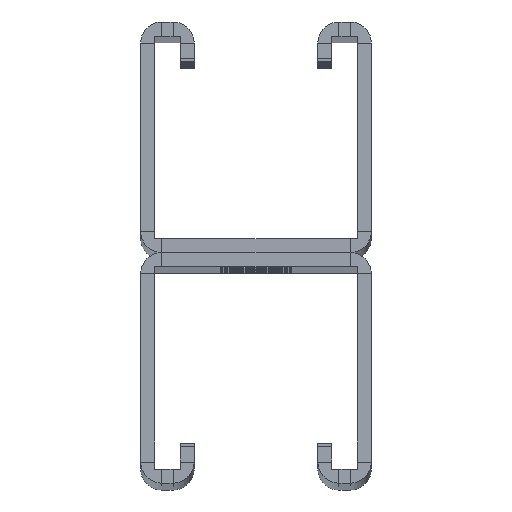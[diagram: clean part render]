
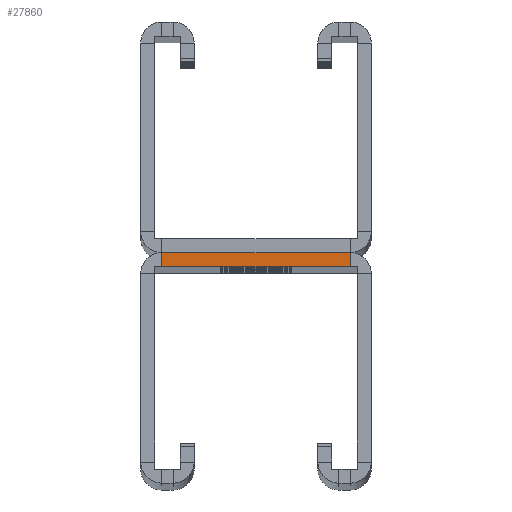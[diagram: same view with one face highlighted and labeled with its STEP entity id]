
A CAD part, top view. The second image highlights one B-rep face of the part: STEP entity #27860.
In plain terms, the highlighted planar face has unit normal (0, 0, 1).
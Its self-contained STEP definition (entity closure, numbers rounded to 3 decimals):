
#74 = ORIENTED_EDGE ( 'NONE', *, *, #43552, .T. ) ;
#242 = EDGE_CURVE ( 'NONE', #13364, #10636, #9778, .T. ) ;
#6873 = CARTESIAN_POINT ( 'NONE',  ( 0., 2.5, 0. ) ) ;
#7543 = CARTESIAN_POINT ( 'NONE',  ( 16.75, 2.5, 0. ) ) ;
#9778 = LINE ( 'NONE', #42997, #28441 ) ;
#10060 = DIRECTION ( 'NONE',  ( -1., 0., 0. ) ) ;
#10636 = VERTEX_POINT ( 'NONE', #32652 ) ;
#10854 = CARTESIAN_POINT ( 'NONE',  ( -16.75, 2.5, 0. ) ) ;
#11110 = DIRECTION ( 'NONE',  ( 1., 0., 0. ) ) ;
#11167 = CARTESIAN_POINT ( 'NONE',  ( -16.75, 0., 0. ) ) ;
#11289 = VECTOR ( 'NONE', #34682, 1000. ) ;
#12253 = FACE_OUTER_BOUND ( 'NONE', #40158, .T. ) ;
#13364 = VERTEX_POINT ( 'NONE', #7543 ) ;
#13598 = CARTESIAN_POINT ( 'NONE',  ( 0., 0., 0. ) ) ;
#14570 = VECTOR ( 'NONE', #10060, 1000. ) ;
#17944 = PLANE ( 'NONE',  #25102 ) ;
#20332 = LINE ( 'NONE', #10854, #11289 ) ;
#21390 = CARTESIAN_POINT ( 'NONE',  ( -14.75, 37.25, 0. ) ) ;
#21533 = DIRECTION ( 'NONE',  ( 0., 0., 1. ) ) ;
#23822 = VECTOR ( 'NONE', #30778, 1000. ) ;
#25102 = AXIS2_PLACEMENT_3D ( 'NONE', #21390, #21533, #11110 ) ;
#27247 = ORIENTED_EDGE ( 'NONE', *, *, #41854, .F. ) ;
#27860 = ADVANCED_FACE ( 'NONE', ( #12253 ), #17944, .T. ) ;
#27981 = LINE ( 'NONE', #13598, #14570 ) ;
#28441 = VECTOR ( 'NONE', #39415, 1000. ) ;
#30778 = DIRECTION ( 'NONE',  ( -1., 0., 0. ) ) ;
#32652 = CARTESIAN_POINT ( 'NONE',  ( 16.75, 0., 0. ) ) ;
#34682 = DIRECTION ( 'NONE',  ( 0., -1., 0. ) ) ;
#35174 = VERTEX_POINT ( 'NONE', #43928 ) ;
#39414 = ORIENTED_EDGE ( 'NONE', *, *, #242, .F. ) ;
#39415 = DIRECTION ( 'NONE',  ( 0., -1., 0. ) ) ;
#40158 = EDGE_LOOP ( 'NONE', ( #74, #42129, #27247, #39414 ) ) ;
#40331 = VERTEX_POINT ( 'NONE', #11167 ) ;
#40419 = LINE ( 'NONE', #6873, #23822 ) ;
#41854 = EDGE_CURVE ( 'NONE', #10636, #40331, #27981, .T. ) ;
#42129 = ORIENTED_EDGE ( 'NONE', *, *, #43083, .T. ) ;
#42997 = CARTESIAN_POINT ( 'NONE',  ( 16.75, 2.5, 0. ) ) ;
#43083 = EDGE_CURVE ( 'NONE', #35174, #40331, #20332, .T. ) ;
#43552 = EDGE_CURVE ( 'NONE', #13364, #35174, #40419, .T. ) ;
#43928 = CARTESIAN_POINT ( 'NONE',  ( -16.75, 2.5, 0. ) ) ;
